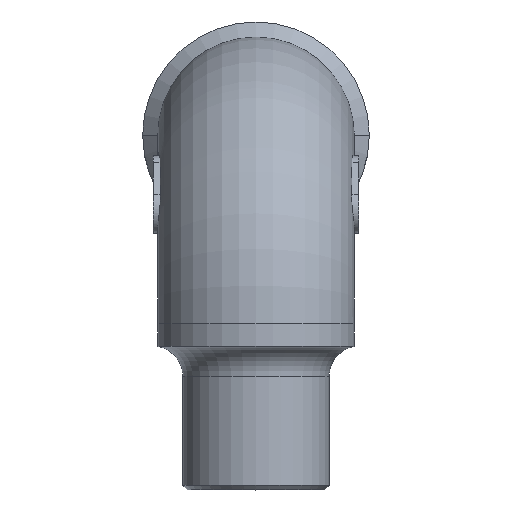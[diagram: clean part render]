
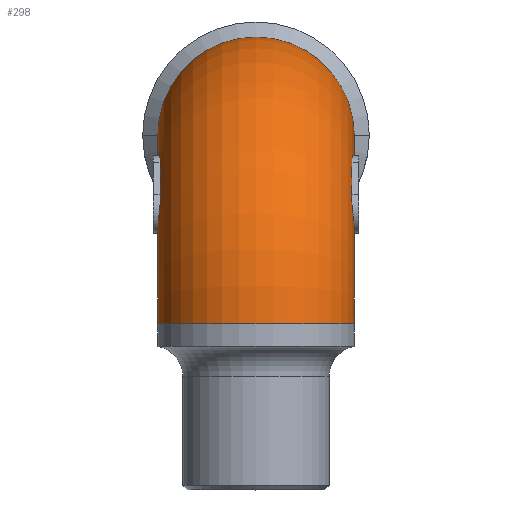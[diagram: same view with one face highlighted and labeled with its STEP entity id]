
A CAD part, top view. The second image highlights one B-rep face of the part: STEP entity #298.
In plain terms, the highlighted toroidal (fillet/blend) face has major radius 12.5 mm and minor radius 6.5 mm.
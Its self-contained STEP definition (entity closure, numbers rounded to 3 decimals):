
#118=CARTESIAN_POINT('Vertex',(6.5,-12.5,19.)) ;
#123=CARTESIAN_POINT('Axis2P3D Location',(0.,-12.5,19.)) ;
#127=CARTESIAN_POINT('Vertex',(-6.5,-12.5,19.)) ;
#190=CARTESIAN_POINT('Axis2P3D Location',(0.,-12.5,6.5)) ;
#195=CARTESIAN_POINT('Axis2P3D Location',(6.5,-12.5,6.5)) ;
#199=CARTESIAN_POINT('Vertex',(6.5,-6.23,17.313)) ;
#203=CARTESIAN_POINT('Control Point',(6.337,-3.941,17.512)) ;
#204=CARTESIAN_POINT('Control Point',(6.322,-4.322,17.893)) ;
#205=CARTESIAN_POINT('Control Point',(6.355,-4.883,18.105)) ;
#206=CARTESIAN_POINT('Control Point',(6.451,-5.466,18.021)) ;
#207=CARTESIAN_POINT('Control Point',(6.5,-5.936,17.732)) ;
#208=CARTESIAN_POINT('Control Point',(6.5,-6.23,17.313)) ;
#209=CARTESIAN_POINT('Vertex',(6.337,-3.941,17.512)) ;
#213=CARTESIAN_POINT('Control Point',(6.337,-3.941,17.512)) ;
#214=CARTESIAN_POINT('Control Point',(6.365,-3.233,16.804)) ;
#215=CARTESIAN_POINT('Control Point',(6.368,-2.527,16.099)) ;
#216=CARTESIAN_POINT('Control Point',(6.348,-1.82,15.391)) ;
#217=CARTESIAN_POINT('Vertex',(6.348,-1.82,15.391)) ;
#221=CARTESIAN_POINT('Control Point',(6.348,-1.82,15.391)) ;
#222=CARTESIAN_POINT('Control Point',(6.338,-1.456,15.027)) ;
#223=CARTESIAN_POINT('Control Point',(6.371,-1.247,14.499)) ;
#224=CARTESIAN_POINT('Control Point',(6.455,-1.302,13.944)) ;
#225=CARTESIAN_POINT('Control Point',(6.5,-1.55,13.482)) ;
#226=CARTESIAN_POINT('Control Point',(6.5,-1.929,13.171)) ;
#227=CARTESIAN_POINT('Vertex',(6.5,-1.929,13.171)) ;
#230=CARTESIAN_POINT('Axis2P3D Location',(6.5,-12.5,6.5)) ;
#234=CARTESIAN_POINT('Vertex',(6.5,0.,6.5)) ;
#237=CARTESIAN_POINT('Axis2P3D Location',(0.,0.,6.5)) ;
#241=CARTESIAN_POINT('Vertex',(-6.5,0.,6.5)) ;
#244=CARTESIAN_POINT('Axis2P3D Location',(-6.5,-12.5,6.5)) ;
#248=CARTESIAN_POINT('Vertex',(-6.5,-1.929,13.171)) ;
#252=CARTESIAN_POINT('Control Point',(-6.348,-1.82,15.391)) ;
#253=CARTESIAN_POINT('Control Point',(-6.338,-1.453,15.024)) ;
#254=CARTESIAN_POINT('Control Point',(-6.372,-1.243,14.488)) ;
#255=CARTESIAN_POINT('Control Point',(-6.457,-1.307,13.936)) ;
#256=CARTESIAN_POINT('Control Point',(-6.5,-1.554,13.479)) ;
#257=CARTESIAN_POINT('Control Point',(-6.5,-1.929,13.171)) ;
#258=CARTESIAN_POINT('Vertex',(-6.348,-1.82,15.391)) ;
#262=CARTESIAN_POINT('Control Point',(-6.337,-3.941,17.512)) ;
#263=CARTESIAN_POINT('Control Point',(-6.365,-3.232,16.804)) ;
#264=CARTESIAN_POINT('Control Point',(-6.368,-2.528,16.099)) ;
#265=CARTESIAN_POINT('Control Point',(-6.348,-1.82,15.391)) ;
#266=CARTESIAN_POINT('Vertex',(-6.337,-3.941,17.512)) ;
#270=CARTESIAN_POINT('Control Point',(-6.337,-3.941,17.512)) ;
#271=CARTESIAN_POINT('Control Point',(-6.321,-4.325,17.896)) ;
#272=CARTESIAN_POINT('Control Point',(-6.356,-4.896,18.109)) ;
#273=CARTESIAN_POINT('Control Point',(-6.453,-5.475,18.015)) ;
#274=CARTESIAN_POINT('Control Point',(-6.5,-5.938,17.728)) ;
#275=CARTESIAN_POINT('Control Point',(-6.5,-6.23,17.313)) ;
#276=CARTESIAN_POINT('Vertex',(-6.5,-6.23,17.313)) ;
#279=CARTESIAN_POINT('Axis2P3D Location',(-6.5,-12.5,6.5)) ;
#124=DIRECTION('Axis2P3D Direction',(0.,-1.,0.)) ;
#191=DIRECTION('Axis2P3D Direction',(1.,0.,0.)) ;
#192=DIRECTION('Axis2P3D XDirection',(0.,1.,0.)) ;
#196=DIRECTION('Axis2P3D Direction',(1.,0.,0.)) ;
#231=DIRECTION('Axis2P3D Direction',(1.,0.,0.)) ;
#238=DIRECTION('Axis2P3D Direction',(0.,0.,-1.)) ;
#245=DIRECTION('Axis2P3D Direction',(1.,0.,0.)) ;
#280=DIRECTION('Axis2P3D Direction',(1.,0.,0.)) ;
#125=AXIS2_PLACEMENT_3D('Circle Axis2P3D',#123,#124,$) ;
#193=AXIS2_PLACEMENT_3D('Torus Axis2P3D',#190,#191,#192) ;
#197=AXIS2_PLACEMENT_3D('Circle Axis2P3D',#195,#196,$) ;
#232=AXIS2_PLACEMENT_3D('Circle Axis2P3D',#230,#231,$) ;
#239=AXIS2_PLACEMENT_3D('Circle Axis2P3D',#237,#238,$) ;
#246=AXIS2_PLACEMENT_3D('Circle Axis2P3D',#244,#245,$) ;
#281=AXIS2_PLACEMENT_3D('Circle Axis2P3D',#279,#280,$) ;
#285=ORIENTED_EDGE('',*,*,#129,.T.) ;
#286=ORIENTED_EDGE('',*,*,#201,.F.) ;
#287=ORIENTED_EDGE('',*,*,#211,.F.) ;
#288=ORIENTED_EDGE('',*,*,#219,.T.) ;
#289=ORIENTED_EDGE('',*,*,#229,.T.) ;
#290=ORIENTED_EDGE('',*,*,#236,.F.) ;
#291=ORIENTED_EDGE('',*,*,#243,.F.) ;
#292=ORIENTED_EDGE('',*,*,#250,.T.) ;
#293=ORIENTED_EDGE('',*,*,#260,.F.) ;
#294=ORIENTED_EDGE('',*,*,#268,.F.) ;
#295=ORIENTED_EDGE('',*,*,#278,.T.) ;
#296=ORIENTED_EDGE('',*,*,#283,.T.) ;
#298=ADVANCED_FACE('Corps principal',(#297),#194,.T.) ;
#202=B_SPLINE_CURVE_WITH_KNOTS('',5,(#203,#204,#205,#206,#207,#208),.UNSPECIFIED.,.F.,.U.,(6,6),(0.,3.616),.UNSPECIFIED.) ;
#212=B_SPLINE_CURVE_WITH_KNOTS('',3,(#213,#214,#215,#216),.UNSPECIFIED.,.F.,.U.,(4,4),(0.,4.04),.UNSPECIFIED.) ;
#220=B_SPLINE_CURVE_WITH_KNOTS('',5,(#221,#222,#223,#224,#225,#226),.UNSPECIFIED.,.F.,.U.,(6,6),(0.,3.463),.UNSPECIFIED.) ;
#251=B_SPLINE_CURVE_WITH_KNOTS('',5,(#252,#253,#254,#255,#256,#257),.UNSPECIFIED.,.F.,.U.,(6,6),(0.,4.204),.UNSPECIFIED.) ;
#261=B_SPLINE_CURVE_WITH_KNOTS('',3,(#262,#263,#264,#265),.UNSPECIFIED.,.F.,.U.,(4,4),(0.,4.862),.UNSPECIFIED.) ;
#269=B_SPLINE_CURVE_WITH_KNOTS('',5,(#270,#271,#272,#273,#274,#275),.UNSPECIFIED.,.F.,.U.,(6,6),(0.,4.388),.UNSPECIFIED.) ;
#126=CIRCLE('generated circle',#125,6.5) ;
#198=CIRCLE('generated circle',#197,12.5) ;
#233=CIRCLE('generated circle',#232,12.5) ;
#240=CIRCLE('generated circle',#239,6.5) ;
#247=CIRCLE('generated circle',#246,12.5) ;
#282=CIRCLE('generated circle',#281,12.5) ;
#194=TOROIDAL_SURFACE('homeo Torus',#193,12.5,6.5) ;
#129=EDGE_CURVE('',#128,#119,#126,.F.) ;
#201=EDGE_CURVE('',#200,#119,#198,.T.) ;
#211=EDGE_CURVE('',#210,#200,#202,.T.) ;
#219=EDGE_CURVE('',#210,#218,#212,.T.) ;
#229=EDGE_CURVE('',#218,#228,#220,.T.) ;
#236=EDGE_CURVE('',#235,#228,#233,.T.) ;
#243=EDGE_CURVE('',#242,#235,#240,.T.) ;
#250=EDGE_CURVE('',#242,#249,#247,.T.) ;
#260=EDGE_CURVE('',#259,#249,#251,.T.) ;
#268=EDGE_CURVE('',#267,#259,#261,.T.) ;
#278=EDGE_CURVE('',#267,#277,#269,.T.) ;
#283=EDGE_CURVE('',#277,#128,#282,.T.) ;
#284=EDGE_LOOP('',(#285,#286,#287,#288,#289,#290,#291,#292,#293,#294,#295,#296)) ;
#297=FACE_OUTER_BOUND('',#284,.T.) ;
#119=VERTEX_POINT('',#118) ;
#128=VERTEX_POINT('',#127) ;
#200=VERTEX_POINT('',#199) ;
#210=VERTEX_POINT('',#209) ;
#218=VERTEX_POINT('',#217) ;
#228=VERTEX_POINT('',#227) ;
#235=VERTEX_POINT('',#234) ;
#242=VERTEX_POINT('',#241) ;
#249=VERTEX_POINT('',#248) ;
#259=VERTEX_POINT('',#258) ;
#267=VERTEX_POINT('',#266) ;
#277=VERTEX_POINT('',#276) ;
